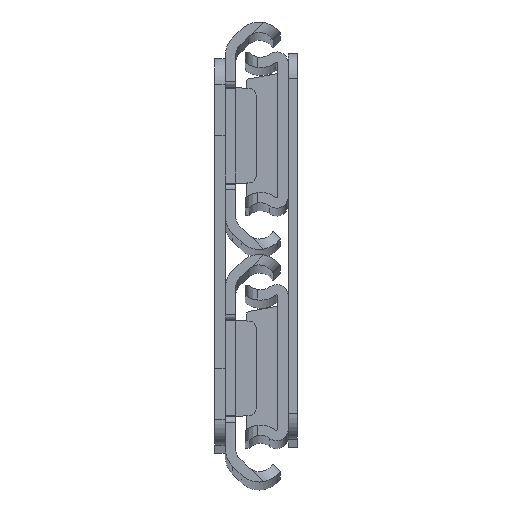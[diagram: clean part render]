
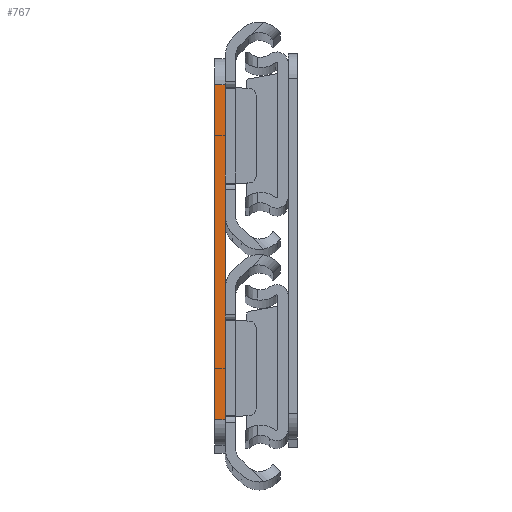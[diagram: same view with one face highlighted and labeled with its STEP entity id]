
A CAD part, top view. The second image highlights one B-rep face of the part: STEP entity #767.
In plain terms, the highlighted planar face has unit normal (0, 0, 1).
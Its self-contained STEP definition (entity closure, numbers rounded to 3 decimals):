
#77 = CARTESIAN_POINT ( 'NONE',  ( -1.6, 26., 0. ) ) ;
#490 = LINE ( 'NONE', #5366, #1735 ) ;
#587 = VECTOR ( 'NONE', #4194, 1000. ) ;
#641 = ORIENTED_EDGE ( 'NONE', *, *, #5460, .F. ) ;
#715 = DIRECTION ( 'NONE',  ( 1., 0., 0. ) ) ;
#732 = CARTESIAN_POINT ( 'NONE',  ( -1.6, -26., 0. ) ) ;
#767 = ADVANCED_FACE ( 'NONE', ( #3917 ), #5248, .T. ) ;
#774 = LINE ( 'NONE', #1893, #958 ) ;
#958 = VECTOR ( 'NONE', #3244, 1000. ) ;
#1102 = ORIENTED_EDGE ( 'NONE', *, *, #6085, .T. ) ;
#1198 = CARTESIAN_POINT ( 'NONE',  ( -1.6, 26., 0. ) ) ;
#1211 = VERTEX_POINT ( 'NONE', #2801 ) ;
#1608 = DIRECTION ( 'NONE',  ( 1., 0., 0. ) ) ;
#1735 = VECTOR ( 'NONE', #1803, 1000. ) ;
#1803 = DIRECTION ( 'NONE',  ( 0., -1., 0. ) ) ;
#1893 = CARTESIAN_POINT ( 'NONE',  ( 0., 0., 0. ) ) ;
#2156 = VERTEX_POINT ( 'NONE', #4837 ) ;
#2295 = ORIENTED_EDGE ( 'NONE', *, *, #6164, .T. ) ;
#2338 = EDGE_CURVE ( 'NONE', #7202, #2156, #2722, .T. ) ;
#2404 = ORIENTED_EDGE ( 'NONE', *, *, #2338, .T. ) ;
#2722 = LINE ( 'NONE', #3897, #6080 ) ;
#2801 = CARTESIAN_POINT ( 'NONE',  ( 0., 26., 0. ) ) ;
#3244 = DIRECTION ( 'NONE',  ( 0., -1., 0. ) ) ;
#3568 = EDGE_LOOP ( 'NONE', ( #2295, #2404, #641, #1102 ) ) ;
#3897 = CARTESIAN_POINT ( 'NONE',  ( -1.6, -26., 0. ) ) ;
#3917 = FACE_OUTER_BOUND ( 'NONE', #3568, .T. ) ;
#4194 = DIRECTION ( 'NONE',  ( -1., 0., 0. ) ) ;
#4455 = VERTEX_POINT ( 'NONE', #77 ) ;
#4837 = CARTESIAN_POINT ( 'NONE',  ( 0., -26., 0. ) ) ;
#5163 = CARTESIAN_POINT ( 'NONE',  ( -1.6, 0., 0. ) ) ;
#5248 = PLANE ( 'NONE',  #6371 ) ;
#5366 = CARTESIAN_POINT ( 'NONE',  ( -1.6, 0., 0. ) ) ;
#5460 = EDGE_CURVE ( 'NONE', #1211, #2156, #774, .T. ) ;
#6080 = VECTOR ( 'NONE', #715, 1000. ) ;
#6085 = EDGE_CURVE ( 'NONE', #1211, #4455, #7890, .T. ) ;
#6164 = EDGE_CURVE ( 'NONE', #4455, #7202, #490, .T. ) ;
#6371 = AXIS2_PLACEMENT_3D ( 'NONE', #5163, #7742, #1608 ) ;
#7202 = VERTEX_POINT ( 'NONE', #732 ) ;
#7742 = DIRECTION ( 'NONE',  ( 0., 0., 1. ) ) ;
#7890 = LINE ( 'NONE', #1198, #587 ) ;
